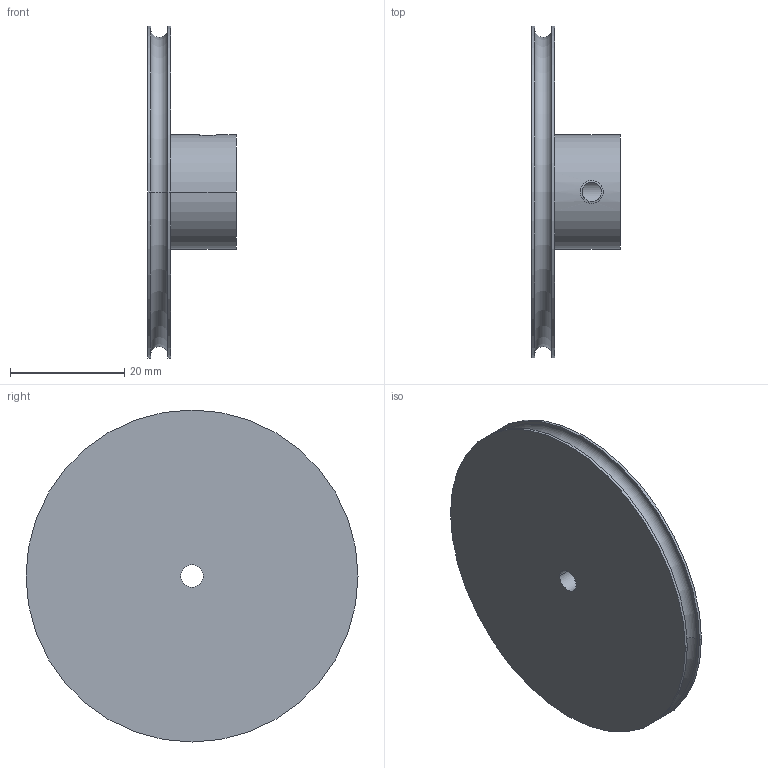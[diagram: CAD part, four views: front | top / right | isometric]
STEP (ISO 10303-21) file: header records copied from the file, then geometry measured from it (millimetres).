
FILE_DESCRIPTION((''),'2;1');
FILE_NAME('ROUE_CODEUSE','2018-02-13T',('wolffced'),(''),'PRO/ENGINEER BY PARAMETRIC TECHNOLOGY CORPORATION, 2016100','PRO/ENGINEER BY PARAMETRIC TECHNOLOGY CORPORATION, 2016100','');
FILE_SCHEMA(('AUTOMOTIVE_DESIGN { 1 0 10303 214 1 1 1 1 }'));
Length unit declared in the file: millimetre
Products named in the file (1): ROUE_CODEUSE
Bounding box: 15.5 x 58 x 58 mm (x, y, z)
Volume: 13022.5 mm3; surface area: 7533.2 mm2
Topology: 1 solids, 2 shells, 19 faces, 42 edges, 28 vertices
Faces by surface type: cylinder 12, plane 5, torus 2
Entity records: 1658 total; most frequent: CARTESIAN_POINT 548, DIRECTION 96, PROPERTY_DEFINITION 82, ORIENTED_EDGE 80, REPRESENTATION 80, PROPERTY_DEFINITION_REPRESENTATION 80, DESCRIPTIVE_REPRESENTATION_ITEM 64, GENERAL_PROPERTY 63
